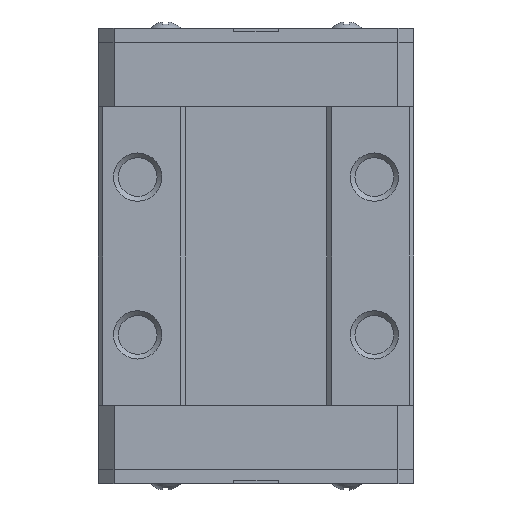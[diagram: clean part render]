
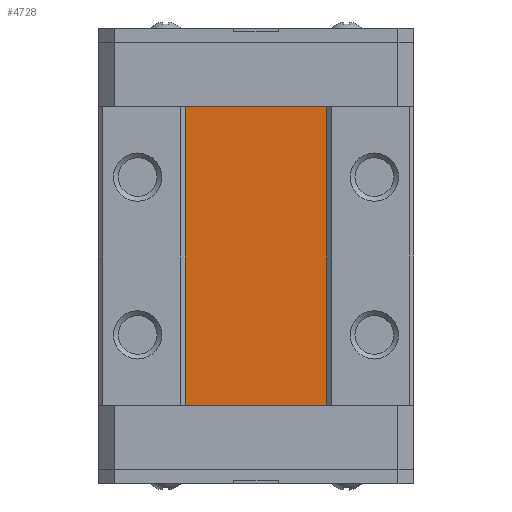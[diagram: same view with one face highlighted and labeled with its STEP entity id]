
A CAD part, front view. The second image highlights one B-rep face of the part: STEP entity #4728.
In plain terms, the highlighted planar face has unit normal (0, -1, 0).
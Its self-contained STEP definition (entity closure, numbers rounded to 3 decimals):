
#253=PLANE('',#5135);
#496=FACE_OUTER_BOUND('',#758,.T.);
#758=EDGE_LOOP('',(#4397,#4398,#4399,#4400));
#1252=LINE('',#7715,#1787);
#1286=LINE('',#7790,#1821);
#1288=LINE('',#7794,#1823);
#1289=LINE('',#7795,#1824);
#1787=VECTOR('',#6350,9.);
#1821=VECTOR('',#6412,29.9);
#1823=VECTOR('',#6416,29.9);
#1824=VECTOR('',#6417,9.);
#2395=VERTEX_POINT('',#7712);
#2396=VERTEX_POINT('',#7714);
#2423=VERTEX_POINT('',#7789);
#2424=VERTEX_POINT('',#7793);
#3050=EDGE_CURVE('',#2396,#2395,#1252,.T.);
#3088=EDGE_CURVE('',#2396,#2423,#1286,.T.);
#3090=EDGE_CURVE('',#2395,#2424,#1288,.T.);
#3091=EDGE_CURVE('',#2423,#2424,#1289,.T.);
#4397=ORIENTED_EDGE('',*,*,#3090,.T.);
#4398=ORIENTED_EDGE('',*,*,#3091,.F.);
#4399=ORIENTED_EDGE('',*,*,#3088,.F.);
#4400=ORIENTED_EDGE('',*,*,#3050,.T.);
#4728=ADVANCED_FACE('',(#496),#253,.T.);
#5135=AXIS2_PLACEMENT_3D('',#7792,#6414,#6415);
#6350=DIRECTION('',(-1.,0.,0.));
#6412=DIRECTION('',(0.,0.,-1.));
#6414=DIRECTION('center_axis',(0.,-1.,0.));
#6415=DIRECTION('ref_axis',(0.,0.,
1.));
#6416=DIRECTION('',(0.,0.,-1.));
#6417=DIRECTION('',(-1.,0.,0.));
#7712=CARTESIAN_POINT('',(-4.5,-1.577,23.7));
#7714=CARTESIAN_POINT('',(4.5,-1.577,23.7));
#7715=CARTESIAN_POINT('',(4.5,-1.577,23.7));
#7789=CARTESIAN_POINT('',(4.5,-1.577,4.8));
#7790=CARTESIAN_POINT('',(4.5,-1.577,23.7));
#7792=CARTESIAN_POINT('Origin',(0.,-1.577,
34.7));
#7793=CARTESIAN_POINT('',(-4.5,-1.577,4.8));
#7794=CARTESIAN_POINT('',(-4.5,-1.577,34.7));
#7795=CARTESIAN_POINT('',(4.5,-1.577,4.8));
